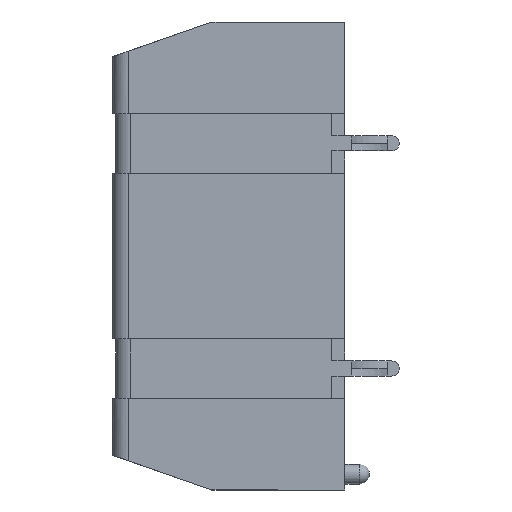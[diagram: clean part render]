
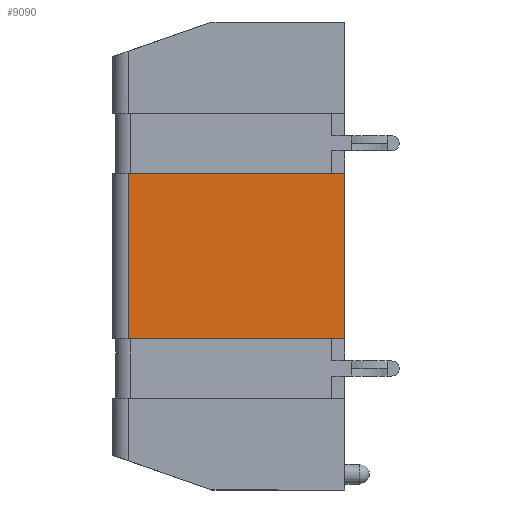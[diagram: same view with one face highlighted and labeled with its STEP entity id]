
A CAD part, left-side view. The second image highlights one B-rep face of the part: STEP entity #9090.
In plain terms, the highlighted planar face has unit normal (-1, 0.018, 0).
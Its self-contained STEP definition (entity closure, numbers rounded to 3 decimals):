
#9067 = VERTEX_POINT ( 'NONE', #32356 ) ;
#9073 = EDGE_CURVE ( 'NONE', #9076, #9067, #32354, .T. ) ;
#9076 = VERTEX_POINT ( 'NONE', #32350 ) ;
#9090 = ADVANCED_FACE ( 'NONE', ( #32340 ), #32385, .T. ) ;
#9093 = EDGE_LOOP ( 'NONE', ( #9096, #9097, #9160, #9164 ) ) ;
#9096 = ORIENTED_EDGE ( 'NONE', *, *, #9239, .T. ) ;
#9097 = ORIENTED_EDGE ( 'NONE', *, *, #9073, .T. ) ;
#9098 = VERTEX_POINT ( 'NONE', #32380 ) ;
#9160 = ORIENTED_EDGE ( 'NONE', *, *, #9162, .T. ) ;
#9162 = EDGE_CURVE ( 'NONE', #9067, #9098, #32493, .T. ) ;
#9164 = ORIENTED_EDGE ( 'NONE', *, *, #9165, .F. ) ;
#9165 = EDGE_CURVE ( 'NONE', #9242, #9098, #32489, .T. ) ;
#9239 = EDGE_CURVE ( 'NONE', #9242, #9076, #32619, .T. ) ;
#9242 = VERTEX_POINT ( 'NONE', #32615 ) ;
#32340 = FACE_OUTER_BOUND ( 'NONE', #9093, .T. ) ;
#32350 = CARTESIAN_POINT ( 'NONE',  ( -27.917, 4.414, -0.953 ) ) ;
#32351 = DIRECTION ( 'NONE',  ( 0., 0., -1. ) ) ;
#32352 = VECTOR ( 'NONE', #32351, 1000. ) ;
#32353 = CARTESIAN_POINT ( 'NONE',  ( -27.917, 4.414, -13.475 ) ) ;
#32354 = LINE ( 'NONE', #32353, #32352 ) ;
#32356 = CARTESIAN_POINT ( 'NONE',  ( -27.917, 4.414, -11.57 ) ) ;
#32380 = CARTESIAN_POINT ( 'NONE',  ( -28.159, -9.447, -11.57 ) ) ;
#32381 = DIRECTION ( 'NONE',  ( -0.017, -1., 0. ) ) ;
#32382 = DIRECTION ( 'NONE',  ( -1., 0.017, 0. ) ) ;
#32383 = CARTESIAN_POINT ( 'NONE',  ( -27.9, 5.412, -13.475 ) ) ;
#32384 = AXIS2_PLACEMENT_3D ( 'NONE', #32383, #32382, #32381 ) ;
#32385 = PLANE ( 'NONE',  #32384 ) ;
#32486 = DIRECTION ( 'NONE',  ( 0., 0., -1. ) ) ;
#32487 = VECTOR ( 'NONE', #32486, 1000. ) ;
#32488 = CARTESIAN_POINT ( 'NONE',  ( -28.159, -9.447, 8.725 ) ) ;
#32489 = LINE ( 'NONE', #32488, #32487 ) ;
#32490 = DIRECTION ( 'NONE',  ( -0.017, -1., 0. ) ) ;
#32491 = VECTOR ( 'NONE', #32490, 1000. ) ;
#32492 = CARTESIAN_POINT ( 'NONE',  ( -27.9, 5.412, -11.57 ) ) ;
#32493 = LINE ( 'NONE', #32492, #32491 ) ;
#32615 = CARTESIAN_POINT ( 'NONE',  ( -28.159, -9.447, -0.953 ) ) ;
#32616 = DIRECTION ( 'NONE',  ( 0.017, 1., 0. ) ) ;
#32617 = VECTOR ( 'NONE', #32616, 1000. ) ;
#32618 = CARTESIAN_POINT ( 'NONE',  ( -27.9, 5.412, -0.953 ) ) ;
#32619 = LINE ( 'NONE', #32618, #32617 ) ;
